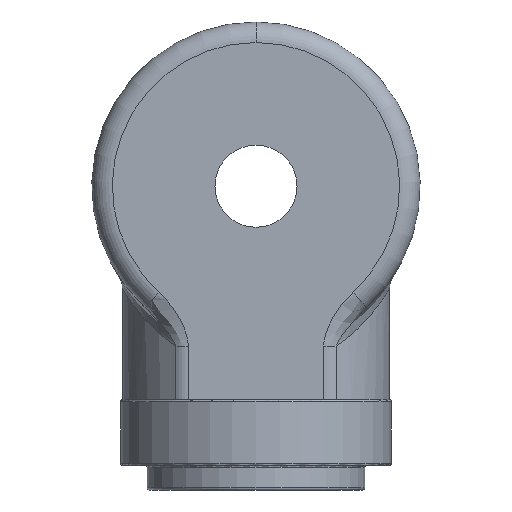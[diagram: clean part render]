
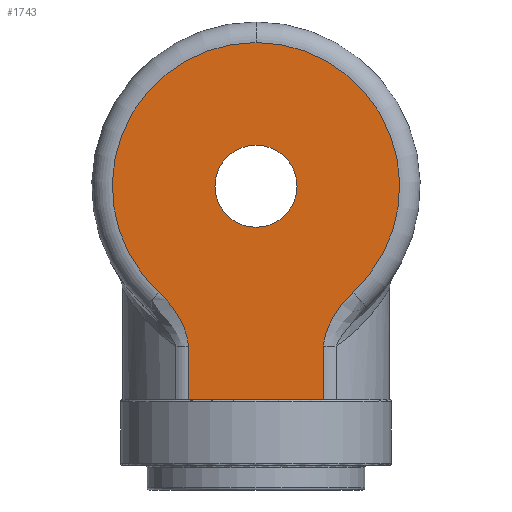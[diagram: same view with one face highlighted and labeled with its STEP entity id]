
A CAD part, front view. The second image highlights one B-rep face of the part: STEP entity #1743.
In plain terms, the highlighted planar face has unit normal (0, -1, 0).
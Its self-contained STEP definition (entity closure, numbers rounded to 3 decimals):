
#35 = VERTEX_POINT ( 'NONE', #411 ) ;
#45 = VERTEX_POINT ( 'NONE', #1912 ) ;
#57 = DIRECTION ( 'NONE',  ( 0., -1., 0. ) ) ;
#82 = FACE_BOUND ( 'NONE', #1334, .T. ) ;
#94 = CARTESIAN_POINT ( 'NONE',  ( -19.513, -27., -30.653 ) ) ;
#127 = EDGE_CURVE ( 'NONE', #901, #583, #2783, .T. ) ;
#142 = ORIENTED_EDGE ( 'NONE', *, *, #775, .F. ) ;
#169 = CIRCLE ( 'NONE', #2378, 35. ) ;
#250 = EDGE_LOOP ( 'NONE', ( #142, #856, #2673, #2785, #1536, #689, #1330 ) ) ;
#254 = CARTESIAN_POINT ( 'NONE',  ( 22.695, -27., -26.711 ) ) ;
#267 = CARTESIAN_POINT ( 'NONE',  ( 16.5, -27., -38.971 ) ) ;
#268 = AXIS2_PLACEMENT_3D ( 'NONE', #1115, #3067, #878 ) ;
#283 = CARTESIAN_POINT ( 'NONE',  ( -16.5, -27., -38.326 ) ) ;
#287 = VECTOR ( 'NONE', #1105, 1000. ) ;
#288 = CARTESIAN_POINT ( 'NONE',  ( 0., -27., 0. ) ) ;
#356 = AXIS2_PLACEMENT_3D ( 'NONE', #2559, #1549, #2015 ) ;
#385 = CARTESIAN_POINT ( 'NONE',  ( -16.5, -27., -52. ) ) ;
#392 = VERTEX_POINT ( 'NONE', #2403 ) ;
#411 = CARTESIAN_POINT ( 'NONE',  ( 0., -27., 10. ) ) ;
#444 = EDGE_CURVE ( 'NONE', #1909, #392, #169, .T. ) ;
#470 = CARTESIAN_POINT ( 'NONE',  ( 16.645, -27., -37.372 ) ) ;
#540 = CARTESIAN_POINT ( 'NONE',  ( -23.62, -27., -25.828 ) ) ;
#572 = EDGE_CURVE ( 'NONE', #583, #2771, #1996, .T. ) ;
#583 = VERTEX_POINT ( 'NONE', #990 ) ;
#595 = CARTESIAN_POINT ( 'NONE',  ( -16.5, -27., -38.971 ) ) ;
#637 = EDGE_CURVE ( 'NONE', #1909, #2771, #3182, .T. ) ;
#671 = VERTEX_POINT ( 'NONE', #595 ) ;
#689 = ORIENTED_EDGE ( 'NONE', *, *, #444, .T. ) ;
#705 = CIRCLE ( 'NONE', #1942, 10. ) ;
#712 = CARTESIAN_POINT ( 'NONE',  ( 21.409, -27., -28.134 ) ) ;
#729 = CARTESIAN_POINT ( 'NONE',  ( 17.694, -27., -34.039 ) ) ;
#756 = EDGE_CURVE ( 'NONE', #35, #45, #705, .T. ) ;
#775 = EDGE_CURVE ( 'NONE', #671, #2375, #2295, .T. ) ;
#788 = CARTESIAN_POINT ( 'NONE',  ( -21.812, -27., -27.629 ) ) ;
#808 = CARTESIAN_POINT ( 'NONE',  ( -18.247, -27., -32.877 ) ) ;
#829 = DIRECTION ( 'NONE',  ( 0., 0., 1. ) ) ;
#856 = ORIENTED_EDGE ( 'NONE', *, *, #1345, .T. ) ;
#878 = DIRECTION ( 'NONE',  ( 0., 0., 1. ) ) ;
#901 = VERTEX_POINT ( 'NONE', #385 ) ;
#990 = CARTESIAN_POINT ( 'NONE',  ( 16.5, -27., -52. ) ) ;
#1035 = CARTESIAN_POINT ( 'NONE',  ( -18.549, -27., -32.309 ) ) ;
#1070 = FACE_OUTER_BOUND ( 'NONE', #250, .T. ) ;
#1105 = DIRECTION ( 'NONE',  ( 1., 0., 0. ) ) ;
#1115 = CARTESIAN_POINT ( 'NONE',  ( 0., -27., 0. ) ) ;
#1120 = EDGE_CURVE ( 'NONE', #45, #35, #1236, .T. ) ;
#1154 = DIRECTION ( 'NONE',  ( 0., -1., 0. ) ) ;
#1158 = CARTESIAN_POINT ( 'NONE',  ( 23.62, -27., -25.828 ) ) ;
#1236 = CIRCLE ( 'NONE', #356, 10. ) ;
#1242 = CARTESIAN_POINT ( 'NONE',  ( 16.84, -27., -36.433 ) ) ;
#1273 = CARTESIAN_POINT ( 'NONE',  ( -17.697, -27., -34.031 ) ) ;
#1291 = VECTOR ( 'NONE', #1501, 1000. ) ;
#1324 = CARTESIAN_POINT ( 'NONE',  ( -17.018, -27., -35.825 ) ) ;
#1330 = ORIENTED_EDGE ( 'NONE', *, *, #2156, .T. ) ;
#1334 = EDGE_LOOP ( 'NONE', ( #1750, #1497 ) ) ;
#1345 = EDGE_CURVE ( 'NONE', #671, #901, #2275, .T. ) ;
#1460 = CARTESIAN_POINT ( 'NONE',  ( 16.5, -27., -38.649 ) ) ;
#1489 = CARTESIAN_POINT ( 'NONE',  ( 20.219, -27., -29.627 ) ) ;
#1497 = ORIENTED_EDGE ( 'NONE', *, *, #1120, .F. ) ;
#1501 = DIRECTION ( 'NONE',  ( 0., 0., 1. ) ) ;
#1536 = ORIENTED_EDGE ( 'NONE', *, *, #637, .F. ) ;
#1549 = DIRECTION ( 'NONE',  ( 0., -1., 0. ) ) ;
#1565 = CARTESIAN_POINT ( 'NONE',  ( 0., -27., 0. ) ) ;
#1700 = CARTESIAN_POINT ( 'NONE',  ( 18.244, -27., -32.883 ) ) ;
#1718 = CARTESIAN_POINT ( 'NONE',  ( 17.019, -27., -35.823 ) ) ;
#1732 = CARTESIAN_POINT ( 'NONE',  ( 23.148, -27., -26.26 ) ) ;
#1743 = ADVANCED_FACE ( 'NONE', ( #82, #1070 ), #2049, .F. ) ;
#1750 = ORIENTED_EDGE ( 'NONE', *, *, #756, .F. ) ;
#1771 = CARTESIAN_POINT ( 'NONE',  ( -16.579, -27., -37.693 ) ) ;
#1797 = CARTESIAN_POINT ( 'NONE',  ( -16.5, -27., -52. ) ) ;
#1826 = CIRCLE ( 'NONE', #268, 35. ) ;
#1909 = VERTEX_POINT ( 'NONE', #1158 ) ;
#1912 = CARTESIAN_POINT ( 'NONE',  ( 0., -27., -10. ) ) ;
#1939 = CARTESIAN_POINT ( 'NONE',  ( 21.825, -27., -27.648 ) ) ;
#1942 = AXIS2_PLACEMENT_3D ( 'NONE', #1565, #57, #2061 ) ;
#1956 = CARTESIAN_POINT ( 'NONE',  ( 16.5, -27., -35.676 ) ) ;
#1981 = AXIS2_PLACEMENT_3D ( 'NONE', #288, #2252, #829 ) ;
#1984 = CARTESIAN_POINT ( 'NONE',  ( 18.543, -27., -32.32 ) ) ;
#1996 = LINE ( 'NONE', #1956, #1291 ) ;
#2012 = CARTESIAN_POINT ( 'NONE',  ( -20.232, -27., -29.609 ) ) ;
#2015 = DIRECTION ( 'NONE',  ( 0., 0., 1. ) ) ;
#2048 = CARTESIAN_POINT ( 'NONE',  ( -18.09, -27., -52. ) ) ;
#2049 = PLANE ( 'NONE',  #1981 ) ;
#2061 = DIRECTION ( 'NONE',  ( 0., 0., 1. ) ) ;
#2086 = DIRECTION ( 'NONE',  ( 0., 0., -1. ) ) ;
#2135 = CARTESIAN_POINT ( 'NONE',  ( 16.5, -27., -38.971 ) ) ;
#2156 = EDGE_CURVE ( 'NONE', #392, #2375, #1826, .T. ) ;
#2190 = CARTESIAN_POINT ( 'NONE',  ( 17.446, -27., -34.626 ) ) ;
#2219 = CARTESIAN_POINT ( 'NONE',  ( 16.52, -27., -38.329 ) ) ;
#2252 = DIRECTION ( 'NONE',  ( 0., 1., 0. ) ) ;
#2265 = CARTESIAN_POINT ( 'NONE',  ( -16.837, -27., -36.444 ) ) ;
#2275 = LINE ( 'NONE', #1797, #2574 ) ;
#2295 = B_SPLINE_CURVE_WITH_KNOTS ( 'NONE', 3,
 ( #2489, #283, #1771, #2265, #1324, #3002, #1273, #808, #1035, #94, #2012, #788, #2762, #2524 ),
 .UNSPECIFIED., .F., .F.,
 ( 4, 2, 2, 2, 2, 2, 4 ),
 ( 0., 0.002, 0.004, 0.006, 0.008, 0.011, 0.015 ),
 .UNSPECIFIED. ) ;
#2375 = VERTEX_POINT ( 'NONE', #540 ) ;
#2378 = AXIS2_PLACEMENT_3D ( 'NONE', #2831, #1154, #3105 ) ;
#2403 = CARTESIAN_POINT ( 'NONE',  ( 0., -27., 35. ) ) ;
#2458 = CARTESIAN_POINT ( 'NONE',  ( 23.62, -27., -25.828 ) ) ;
#2489 = CARTESIAN_POINT ( 'NONE',  ( -16.5, -27., -38.971 ) ) ;
#2524 = CARTESIAN_POINT ( 'NONE',  ( -23.62, -27., -25.828 ) ) ;
#2559 = CARTESIAN_POINT ( 'NONE',  ( 0., -27., 0. ) ) ;
#2574 = VECTOR ( 'NONE', #2086, 1000. ) ;
#2673 = ORIENTED_EDGE ( 'NONE', *, *, #127, .T. ) ;
#2689 = CARTESIAN_POINT ( 'NONE',  ( 16.592, -27., -37.691 ) ) ;
#2762 = CARTESIAN_POINT ( 'NONE',  ( -22.672, -27., -26.695 ) ) ;
#2771 = VERTEX_POINT ( 'NONE', #2135 ) ;
#2783 = LINE ( 'NONE', #2048, #287 ) ;
#2785 = ORIENTED_EDGE ( 'NONE', *, *, #572, .T. ) ;
#2831 = CARTESIAN_POINT ( 'NONE',  ( 0., -27., 0. ) ) ;
#2929 = CARTESIAN_POINT ( 'NONE',  ( 19.501, -27., -30.672 ) ) ;
#3002 = CARTESIAN_POINT ( 'NONE',  ( -17.448, -27., -34.619 ) ) ;
#3067 = DIRECTION ( 'NONE',  ( 0., -1., 0. ) ) ;
#3105 = DIRECTION ( 'NONE',  ( 0., 0., 1. ) ) ;
#3182 = B_SPLINE_CURVE_WITH_KNOTS ( 'NONE', 3,
 ( #2458, #1732, #254, #1939, #712, #1489, #2929, #1984, #1700, #729, #2190, #1718, #1242, #470, #2689, #2219, #1460, #267 ),
 .UNSPECIFIED., .F., .F.,
 ( 4, 2, 2, 2, 2, 2, 2, 2, 4 ),
 ( 0., 0.002, 0.004, 0.008, 0.01, 0.012, 0.013, 0.014, 0.015 ),
 .UNSPECIFIED. ) ;
